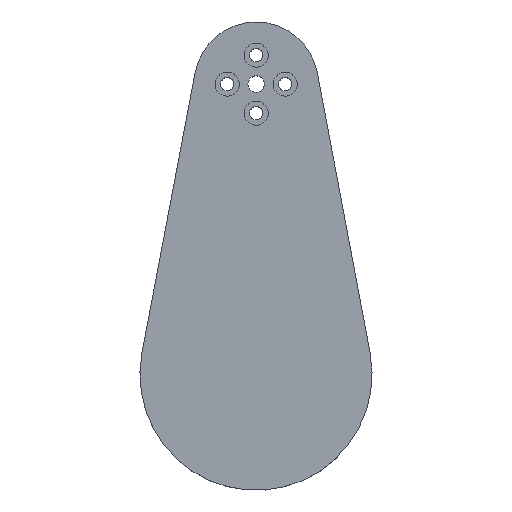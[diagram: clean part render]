
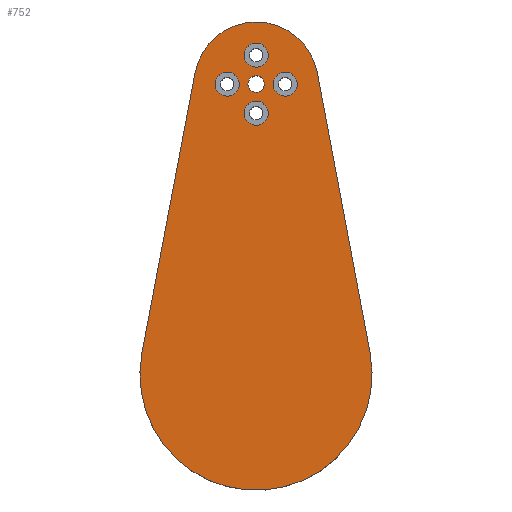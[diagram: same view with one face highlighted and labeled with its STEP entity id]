
A CAD part, top view. The second image highlights one B-rep face of the part: STEP entity #752.
In plain terms, the highlighted planar face has unit normal (0, 0, 1).
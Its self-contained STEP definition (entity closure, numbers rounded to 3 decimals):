
#48=FACE_BOUND('',#183,.T.);
#49=FACE_BOUND('',#184,.T.);
#50=FACE_BOUND('',#185,.T.);
#51=FACE_BOUND('',#186,.T.);
#52=FACE_BOUND('',#187,.T.);
#71=PLANE('',#866);
#115=FACE_OUTER_BOUND('',#182,.T.);
#182=EDGE_LOOP('',(#676,#677,#678,#679));
#183=EDGE_LOOP('',(#680));
#184=EDGE_LOOP('',(#681));
#185=EDGE_LOOP('',(#682));
#186=EDGE_LOOP('',(#683));
#187=EDGE_LOOP('',(#684));
#226=LINE('',#1431,#269);
#229=LINE('',#1439,#272);
#269=VECTOR('',#1077,10.);
#272=VECTOR('',#1086,10.);
#308=CIRCLE('',#838,2.9);
#311=CIRCLE('',#844,2.9);
#314=CIRCLE('',#850,2.9);
#317=CIRCLE('',#856,2.9);
#318=CIRCLE('',#859,2.);
#319=CIRCLE('',#862,15.);
#320=CIRCLE('',#865,28.);
#373=VERTEX_POINT('',#1385);
#376=VERTEX_POINT('',#1396);
#379=VERTEX_POINT('',#1407);
#382=VERTEX_POINT('',#1418);
#383=VERTEX_POINT('',#1424);
#384=VERTEX_POINT('',#1428);
#385=VERTEX_POINT('',#1430);
#386=VERTEX_POINT('',#1434);
#387=VERTEX_POINT('',#1438);
#459=EDGE_CURVE('',#373,#373,#308,.T.);
#464=EDGE_CURVE('',#376,#376,#311,.T.);
#469=EDGE_CURVE('',#379,#379,#314,.T.);
#474=EDGE_CURVE('',#382,#382,#317,.T.);
#477=EDGE_CURVE('',#383,#383,#318,.T.);
#480=EDGE_CURVE('',#385,#384,#226,.T.);
#482=EDGE_CURVE('',#386,#385,#319,.T.);
#484=EDGE_CURVE('',#387,#386,#229,.T.);
#486=EDGE_CURVE('',#384,#387,#320,.T.);
#676=ORIENTED_EDGE('',*,*,#486,.T.);
#677=ORIENTED_EDGE('',*,*,#484,.T.);
#678=ORIENTED_EDGE('',*,*,#482,.T.);
#679=ORIENTED_EDGE('',*,*,#480,.T.);
#680=ORIENTED_EDGE('',*,*,#459,.T.);
#681=ORIENTED_EDGE('',*,*,#464,.T.);
#682=ORIENTED_EDGE('',*,*,#469,.T.);
#683=ORIENTED_EDGE('',*,*,#474,.T.);
#684=ORIENTED_EDGE('',*,*,#477,.T.);
#752=ADVANCED_FACE('',(#115,#48,#49,#50,#51,#52),#71,.T.);
#838=AXIS2_PLACEMENT_3D('',#1386,#1021,#1022);
#844=AXIS2_PLACEMENT_3D('',#1397,#1035,#1036);
#850=AXIS2_PLACEMENT_3D('',#1408,#1049,#1050);
#856=AXIS2_PLACEMENT_3D('',#1419,#1063,#1064);
#859=AXIS2_PLACEMENT_3D('',#1425,#1071,#1072);
#862=AXIS2_PLACEMENT_3D('',#1435,#1081,#1082);
#865=AXIS2_PLACEMENT_3D('',#1442,#1090,#1091);
#866=AXIS2_PLACEMENT_3D('',#1443,#1092,#1093);
#1021=DIRECTION('center_axis',(0.,0.,-1.));
#1022=DIRECTION('ref_axis',(1.,0.,0.));
#1035=DIRECTION('center_axis',(0.,0.,-1.));
#1036=DIRECTION('ref_axis',(1.,0.,0.));
#1049=DIRECTION('center_axis',(0.,0.,-1.));
#1050=DIRECTION('ref_axis',(1.,0.,0.));
#1063=DIRECTION('center_axis',(0.,0.,-1.));
#1064=DIRECTION('ref_axis',(1.,0.,0.));
#1071=DIRECTION('center_axis',(0.,0.,-1.));
#1072=DIRECTION('ref_axis',(-1.,0.,0.));
#1077=DIRECTION('',(-0.186,-0.982,0.));
#1081=DIRECTION('center_axis',(0.,0.,1.));
#1082=DIRECTION('ref_axis',(1.,0.,0.));
#1086=DIRECTION('',(-0.185,0.983,0.));
#1090=DIRECTION('center_axis',(0.,0.,1.));
#1091=DIRECTION('ref_axis',(1.,0.,0.));
#1092=DIRECTION('center_axis',(0.,0.,1.));
#1093=DIRECTION('ref_axis',(1.,0.,0.));
#1385=CARTESIAN_POINT('',(-2.85,77.,16.));
#1386=CARTESIAN_POINT('Origin',(0.05,77.,16.));
#1396=CARTESIAN_POINT('',(4.15,70.,16.));
#1397=CARTESIAN_POINT('Origin',(7.05,70.,16.));
#1407=CARTESIAN_POINT('',(-2.85,63.,16.));
#1408=CARTESIAN_POINT('Origin',(0.05,63.,16.));
#1418=CARTESIAN_POINT('',(-9.85,70.,16.));
#1419=CARTESIAN_POINT('Origin',(-6.95,70.,16.));
#1424=CARTESIAN_POINT('',(2.049,70.,16.));
#1425=CARTESIAN_POINT('Origin',(0.049,70.,16.));
#1428=CARTESIAN_POINT('',(-27.509,5.219,16.));
#1430=CARTESIAN_POINT('',(-14.688,72.796,16.));
#1431=CARTESIAN_POINT('',(-14.688,72.796,16.));
#1434=CARTESIAN_POINT('',(14.79,72.775,16.));
#1435=CARTESIAN_POINT('Origin',(0.049,70.,16.));
#1438=CARTESIAN_POINT('',(27.517,5.181,16.));
#1439=CARTESIAN_POINT('',(27.517,5.181,16.));
#1442=CARTESIAN_POINT('Origin',(0.,0.,16.));
#1443=CARTESIAN_POINT('Origin',(0.,0.,16.));
